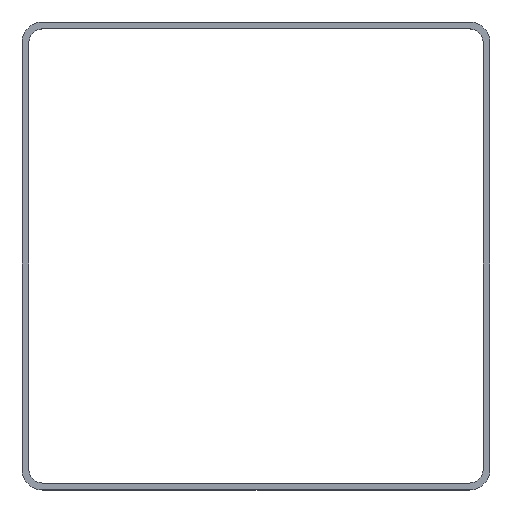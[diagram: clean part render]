
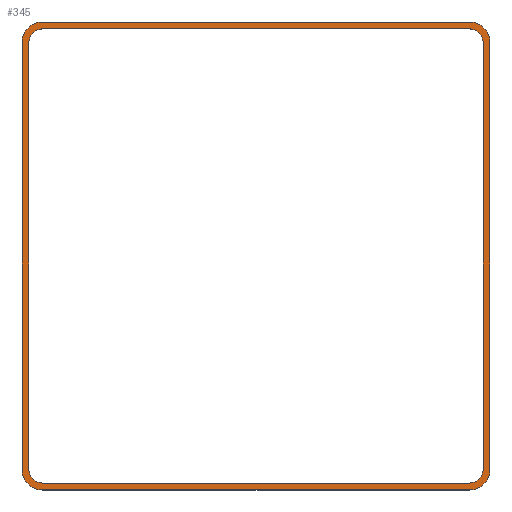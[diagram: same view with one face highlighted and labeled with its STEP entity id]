
A CAD part, top view. The second image highlights one B-rep face of the part: STEP entity #345.
In plain terms, the highlighted planar face has unit normal (0, 0, 1).
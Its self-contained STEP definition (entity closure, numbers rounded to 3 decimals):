
#15=FACE_BOUND('',#76,.T.);
#18=CIRCLE('',#364,2.);
#20=CIRCLE('',#368,2.);
#22=CIRCLE('',#372,2.);
#24=CIRCLE('',#376,2.);
#26=CIRCLE('',#380,3.);
#28=CIRCLE('',#384,3.);
#30=CIRCLE('',#388,3.);
#32=CIRCLE('',#392,3.);
#57=FACE_OUTER_BOUND('',#75,.T.);
#75=EDGE_LOOP('',(#287,#288,#289,#290,#291,#292,#293,#294));
#76=EDGE_LOOP('',(#295,#296,#297,#298,#299,#300,#301,#302));
#81=LINE('',#505,#113);
#85=LINE('',#517,#117);
#89=LINE('',#529,#121);
#93=LINE('',#541,#125);
#97=LINE('',#553,#129);
#101=LINE('',#565,#133);
#105=LINE('',#577,#137);
#109=LINE('',#589,#141);
#113=VECTOR('',#401,10.);
#117=VECTOR('',#413,10.);
#121=VECTOR('',#425,10.);
#125=VECTOR('',#437,10.);
#129=VECTOR('',#449,10.);
#133=VECTOR('',#461,10.);
#137=VECTOR('',#473,10.);
#141=VECTOR('',#485,10.);
#145=VERTEX_POINT('',#502);
#146=VERTEX_POINT('',#504);
#148=VERTEX_POINT('',#510);
#150=VERTEX_POINT('',#516);
#152=VERTEX_POINT('',#522);
#154=VERTEX_POINT('',#528);
#156=VERTEX_POINT('',#534);
#158=VERTEX_POINT('',#540);
#161=VERTEX_POINT('',#550);
#162=VERTEX_POINT('',#552);
#164=VERTEX_POINT('',#558);
#166=VERTEX_POINT('',#564);
#168=VERTEX_POINT('',#570);
#170=VERTEX_POINT('',#576);
#172=VERTEX_POINT('',#582);
#174=VERTEX_POINT('',#588);
#177=EDGE_CURVE('',#146,#145,#81,.T.);
#180=EDGE_CURVE('',#148,#146,#18,.T.);
#183=EDGE_CURVE('',#150,#148,#85,.T.);
#186=EDGE_CURVE('',#152,#150,#20,.T.);
#189=EDGE_CURVE('',#154,#152,#89,.T.);
#192=EDGE_CURVE('',#156,#154,#22,.T.);
#195=EDGE_CURVE('',#158,#156,#93,.T.);
#198=EDGE_CURVE('',#145,#158,#24,.T.);
#201=EDGE_CURVE('',#162,#161,#97,.T.);
#204=EDGE_CURVE('',#164,#162,#26,.T.);
#207=EDGE_CURVE('',#166,#164,#101,.T.);
#210=EDGE_CURVE('',#168,#166,#28,.T.);
#213=EDGE_CURVE('',#170,#168,#105,.T.);
#216=EDGE_CURVE('',#172,#170,#30,.T.);
#219=EDGE_CURVE('',#174,#172,#109,.T.);
#222=EDGE_CURVE('',#161,#174,#32,.T.);
#287=ORIENTED_EDGE('',*,*,#222,.T.);
#288=ORIENTED_EDGE('',*,*,#219,.T.);
#289=ORIENTED_EDGE('',*,*,#216,.T.);
#290=ORIENTED_EDGE('',*,*,#213,.T.);
#291=ORIENTED_EDGE('',*,*,#210,.T.);
#292=ORIENTED_EDGE('',*,*,#207,.T.);
#293=ORIENTED_EDGE('',*,*,#204,.T.);
#294=ORIENTED_EDGE('',*,*,#201,.T.);
#295=ORIENTED_EDGE('',*,*,#198,.T.);
#296=ORIENTED_EDGE('',*,*,#195,.T.);
#297=ORIENTED_EDGE('',*,*,#192,.T.);
#298=ORIENTED_EDGE('',*,*,#189,.T.);
#299=ORIENTED_EDGE('',*,*,#186,.T.);
#300=ORIENTED_EDGE('',*,*,#183,.T.);
#301=ORIENTED_EDGE('',*,*,#180,.T.);
#302=ORIENTED_EDGE('',*,*,#177,.T.);
#327=PLANE('',#393);
#345=ADVANCED_FACE('',(#57,#15),#327,.T.);
#364=AXIS2_PLACEMENT_3D('',#511,#407,#408);
#368=AXIS2_PLACEMENT_3D('',#523,#419,#420);
#372=AXIS2_PLACEMENT_3D('',#535,#431,#432);
#376=AXIS2_PLACEMENT_3D('',#545,#443,#444);
#380=AXIS2_PLACEMENT_3D('',#559,#455,#456);
#384=AXIS2_PLACEMENT_3D('',#571,#467,#468);
#388=AXIS2_PLACEMENT_3D('',#583,#479,#480);
#392=AXIS2_PLACEMENT_3D('',#593,#491,#492);
#393=AXIS2_PLACEMENT_3D('',#594,#493,#494);
#401=DIRECTION('',(0.,-1.,0.));
#407=DIRECTION('center_axis',(0.,0.,-1.));
#408=DIRECTION('ref_axis',(1.,0.,0.));
#413=DIRECTION('',(1.,0.,0.));
#419=DIRECTION('center_axis',(0.,0.,-1.));
#420=DIRECTION('ref_axis',(0.,1.,0.));
#425=DIRECTION('',(0.,1.,0.));
#431=DIRECTION('center_axis',(0.,0.,-1.));
#432=DIRECTION('ref_axis',(-1.,0.,0.));
#437=DIRECTION('',(-1.,0.,0.));
#443=DIRECTION('center_axis',(0.,0.,-1.));
#444=DIRECTION('ref_axis',(0.,-1.,0.));
#449=DIRECTION('',(-1.,0.,0.));
#455=DIRECTION('center_axis',(0.,0.,1.));
#456=DIRECTION('ref_axis',(1.,0.,0.));
#461=DIRECTION('',(0.,1.,0.));
#467=DIRECTION('center_axis',(0.,0.,1.));
#468=DIRECTION('ref_axis',(0.,-1.,0.));
#473=DIRECTION('',(1.,0.,0.));
#479=DIRECTION('center_axis',(0.,0.,1.));
#480=DIRECTION('ref_axis',(-1.,0.,0.));
#485=DIRECTION('',(0.,-1.,0.));
#491=DIRECTION('center_axis',(0.,0.,1.));
#492=DIRECTION('ref_axis',(0.,1.,0.));
#493=DIRECTION('center_axis',(0.,0.,1.));
#494=DIRECTION('ref_axis',(1.,0.,0.));
#502=CARTESIAN_POINT('',(33.,-31.,51.));
#504=CARTESIAN_POINT('',(33.,31.,51.));
#505=CARTESIAN_POINT('',(33.,31.,51.));
#510=CARTESIAN_POINT('',(31.,33.,51.));
#511=CARTESIAN_POINT('Origin',(31.,31.,51.));
#516=CARTESIAN_POINT('',(-31.,33.,51.));
#517=CARTESIAN_POINT('',(-31.,33.,51.));
#522=CARTESIAN_POINT('',(-33.,31.,51.));
#523=CARTESIAN_POINT('Origin',(-31.,31.,51.));
#528=CARTESIAN_POINT('',(-33.,-31.,51.));
#529=CARTESIAN_POINT('',(-33.,-31.,51.));
#534=CARTESIAN_POINT('',(-31.,-33.,51.));
#535=CARTESIAN_POINT('Origin',(-31.,-31.,51.));
#540=CARTESIAN_POINT('',(31.,-33.,51.));
#541=CARTESIAN_POINT('',(31.,-33.,51.));
#545=CARTESIAN_POINT('Origin',(31.,-31.,51.));
#550=CARTESIAN_POINT('',(-31.,34.,51.));
#552=CARTESIAN_POINT('',(31.,34.,51.));
#553=CARTESIAN_POINT('',(-31.,34.,51.));
#558=CARTESIAN_POINT('',(34.,31.,51.));
#559=CARTESIAN_POINT('Origin',(31.,31.,51.));
#564=CARTESIAN_POINT('',(34.,-31.,51.));
#565=CARTESIAN_POINT('',(34.,31.,51.));
#570=CARTESIAN_POINT('',(31.,-34.,51.));
#571=CARTESIAN_POINT('Origin',(31.,-31.,51.));
#576=CARTESIAN_POINT('',(-31.,-34.,51.));
#577=CARTESIAN_POINT('',(31.,-34.,51.));
#582=CARTESIAN_POINT('',(-34.,-31.,51.));
#583=CARTESIAN_POINT('Origin',(-31.,-31.,51.));
#588=CARTESIAN_POINT('',(-34.,31.,51.));
#589=CARTESIAN_POINT('',(-34.,-31.,51.));
#593=CARTESIAN_POINT('Origin',(-31.,31.,51.));
#594=CARTESIAN_POINT('Origin',(0.,0.,51.));
